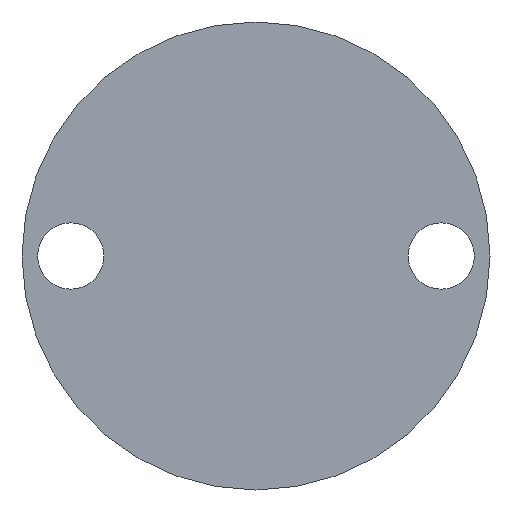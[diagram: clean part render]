
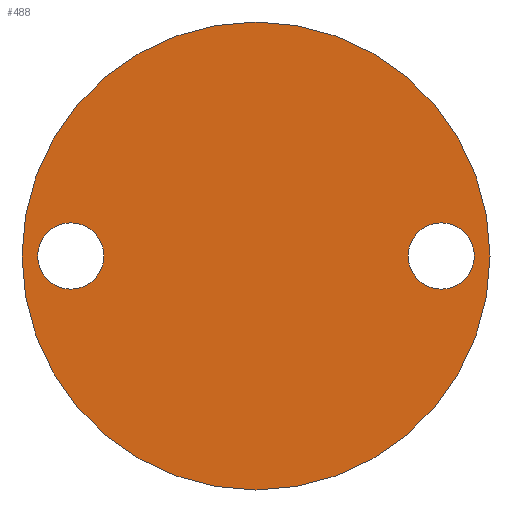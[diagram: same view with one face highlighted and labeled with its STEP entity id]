
A CAD part, front view. The second image highlights one B-rep face of the part: STEP entity #488.
In plain terms, the highlighted planar face has unit normal (0, -1, 0).
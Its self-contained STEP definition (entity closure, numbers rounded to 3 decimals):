
#49 = VERTEX_POINT ( 'NONE', #1961 ) ;
#107 = DIRECTION ( 'NONE',  ( 1., 0., 0. ) ) ;
#130 = DIRECTION ( 'NONE',  ( 1., 0., 0. ) ) ;
#141 = EDGE_CURVE ( 'NONE', #1745, #970, #406, .T. ) ;
#163 = EDGE_LOOP ( 'NONE', ( #1948, #440 ) ) ;
#217 = DIRECTION ( 'NONE',  ( 0., 1., 0. ) ) ;
#235 = EDGE_CURVE ( 'NONE', #49, #1335, #536, .T. ) ;
#292 = AXIS2_PLACEMENT_3D ( 'NONE', #1617, #217, #672 ) ;
#299 = FACE_BOUND ( 'NONE', #1913, .T. ) ;
#314 = ORIENTED_EDGE ( 'NONE', *, *, #798, .T. ) ;
#336 = CARTESIAN_POINT ( 'NONE',  ( -23.75, 0., 0. ) ) ;
#406 = CIRCLE ( 'NONE', #1555, 30. ) ;
#425 = AXIS2_PLACEMENT_3D ( 'NONE', #1600, #694, #107 ) ;
#438 = CARTESIAN_POINT ( 'NONE',  ( -19.5, 0., 0. ) ) ;
#440 = ORIENTED_EDGE ( 'NONE', *, *, #942, .T. ) ;
#446 = FACE_BOUND ( 'NONE', #163, .T. ) ;
#459 = VERTEX_POINT ( 'NONE', #438 ) ;
#488 = ADVANCED_FACE ( 'NONE', ( #299, #446, #585 ), #1684, .F. ) ;
#536 = CIRCLE ( 'NONE', #1589, 4.25 ) ;
#585 = FACE_OUTER_BOUND ( 'NONE', #765, .T. ) ;
#611 = DIRECTION ( 'NONE',  ( 0., 1., 0. ) ) ;
#618 = CARTESIAN_POINT ( 'NONE',  ( 30., 0., 0. ) ) ;
#672 = DIRECTION ( 'NONE',  ( -1., 0., 0. ) ) ;
#694 = DIRECTION ( 'NONE',  ( 0., -1., 0. ) ) ;
#731 = AXIS2_PLACEMENT_3D ( 'NONE', #1677, #611, #1984 ) ;
#765 = EDGE_LOOP ( 'NONE', ( #314, #1254 ) ) ;
#798 = EDGE_CURVE ( 'NONE', #970, #1745, #1409, .T. ) ;
#874 = CIRCLE ( 'NONE', #1999, 4.25 ) ;
#896 = DIRECTION ( 'NONE',  ( -1., 0., 0. ) ) ;
#942 = EDGE_CURVE ( 'NONE', #1335, #49, #1459, .T. ) ;
#970 = VERTEX_POINT ( 'NONE', #618 ) ;
#1091 = DIRECTION ( 'NONE',  ( -1., 0., 0. ) ) ;
#1102 = VERTEX_POINT ( 'NONE', #1277 ) ;
#1104 = DIRECTION ( 'NONE',  ( 0., 1., 0. ) ) ;
#1128 = CARTESIAN_POINT ( 'NONE',  ( 23.75, 0., 0. ) ) ;
#1205 = AXIS2_PLACEMENT_3D ( 'NONE', #1209, #1820, #896 ) ;
#1209 = CARTESIAN_POINT ( 'NONE',  ( 23.75, 0., 0. ) ) ;
#1254 = ORIENTED_EDGE ( 'NONE', *, *, #141, .T. ) ;
#1261 = DIRECTION ( 'NONE',  ( 0., 1., 0. ) ) ;
#1273 = CARTESIAN_POINT ( 'NONE',  ( 28., 0., 0. ) ) ;
#1277 = CARTESIAN_POINT ( 'NONE',  ( -28., 0., 0. ) ) ;
#1304 = CIRCLE ( 'NONE', #292, 4.25 ) ;
#1335 = VERTEX_POINT ( 'NONE', #1273 ) ;
#1409 = CIRCLE ( 'NONE', #425, 30. ) ;
#1459 = CIRCLE ( 'NONE', #1205, 4.25 ) ;
#1512 = DIRECTION ( 'NONE',  ( 0., -1., 0. ) ) ;
#1555 = AXIS2_PLACEMENT_3D ( 'NONE', #1675, #1512, #130 ) ;
#1589 = AXIS2_PLACEMENT_3D ( 'NONE', #1128, #1104, #1091 ) ;
#1600 = CARTESIAN_POINT ( 'NONE',  ( 0., 0., 0. ) ) ;
#1617 = CARTESIAN_POINT ( 'NONE',  ( -23.75, 0., 0. ) ) ;
#1620 = EDGE_CURVE ( 'NONE', #1102, #459, #1304, .T. ) ;
#1670 = ORIENTED_EDGE ( 'NONE', *, *, #1620, .T. ) ;
#1675 = CARTESIAN_POINT ( 'NONE',  ( 0., 0., 0. ) ) ;
#1677 = CARTESIAN_POINT ( 'NONE',  ( 0., 0., 0. ) ) ;
#1684 = PLANE ( 'NONE',  #731 ) ;
#1745 = VERTEX_POINT ( 'NONE', #1982 ) ;
#1797 = ORIENTED_EDGE ( 'NONE', *, *, #1904, .T. ) ;
#1820 = DIRECTION ( 'NONE',  ( 0., 1., 0. ) ) ;
#1866 = DIRECTION ( 'NONE',  ( -1., 0., 0. ) ) ;
#1904 = EDGE_CURVE ( 'NONE', #459, #1102, #874, .T. ) ;
#1913 = EDGE_LOOP ( 'NONE', ( #1670, #1797 ) ) ;
#1948 = ORIENTED_EDGE ( 'NONE', *, *, #235, .T. ) ;
#1961 = CARTESIAN_POINT ( 'NONE',  ( 19.5, 0., 0. ) ) ;
#1982 = CARTESIAN_POINT ( 'NONE',  ( -30., 0., 0. ) ) ;
#1984 = DIRECTION ( 'NONE',  ( -1., 0., 0. ) ) ;
#1999 = AXIS2_PLACEMENT_3D ( 'NONE', #336, #1261, #1866 ) ;
